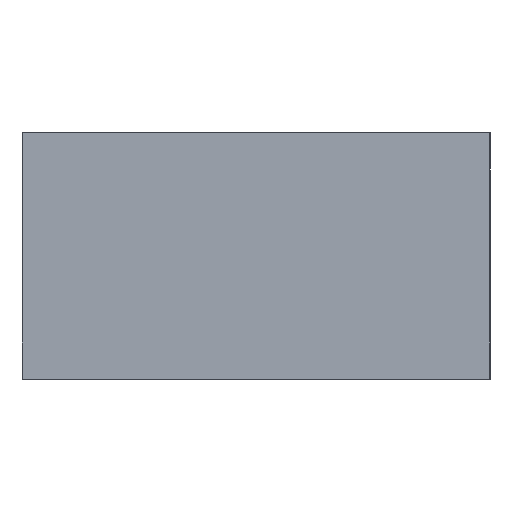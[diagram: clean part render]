
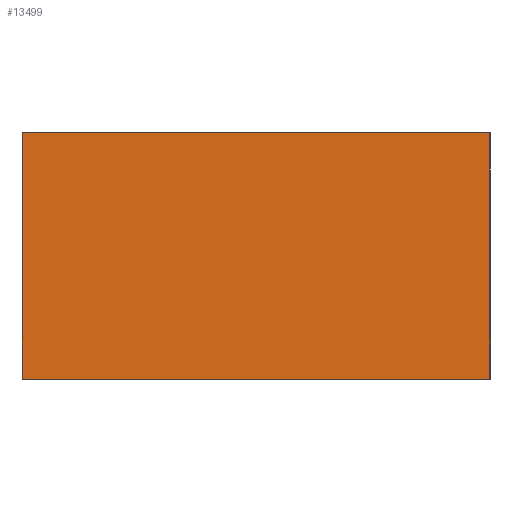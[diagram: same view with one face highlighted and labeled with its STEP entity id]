
A CAD part, top view. The second image highlights one B-rep face of the part: STEP entity #13499.
In plain terms, the highlighted planar face has unit normal (0, 0, 1).
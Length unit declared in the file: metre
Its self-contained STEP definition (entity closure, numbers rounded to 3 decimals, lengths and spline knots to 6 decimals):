
#1075=LINE('',#20167,#2158);
#1079=LINE('',#20175,#2162);
#1082=LINE('',#20181,#2165);
#1083=LINE('',#20182,#2166);
#2158=VECTOR('',#15629,1.);
#2162=VECTOR('',#15637,1.);
#2165=VECTOR('',#15642,1.);
#2166=VECTOR('',#15643,1.);
#2752=PLANE('',#14049);
#4230=ORIENTED_EDGE('',*,*,#6585,.T.);
#4231=ORIENTED_EDGE('',*,*,#6578,.F.);
#4232=ORIENTED_EDGE('',*,*,#6586,.F.);
#4233=ORIENTED_EDGE('',*,*,#6582,.T.);
#6578=EDGE_CURVE('',#7611,#7608,#1075,.T.);
#6582=EDGE_CURVE('',#7614,#7613,#1079,.T.);
#6585=EDGE_CURVE('',#7613,#7608,#1082,.T.);
#6586=EDGE_CURVE('',#7614,#7611,#1083,.T.);
#7608=VERTEX_POINT('',#20161);
#7611=VERTEX_POINT('',#20166);
#7613=VERTEX_POINT('',#20174);
#7614=VERTEX_POINT('',#20176);
#8287=EDGE_LOOP('',(#4230,#4231,#4232,#4233));
#8954=FACE_BOUND('',#8287,.T.);
#13499=ADVANCED_FACE('',(#8954),#2752,.F.);
#14049=AXIS2_PLACEMENT_3D('',#20180,#15640,#15641);
#15629=DIRECTION('',(0.,1.,0.));
#15637=DIRECTION('',(0.,1.,0.));
#15640=DIRECTION('',(0.,0.,-1.));
#15641=DIRECTION('',(-1.,0.,0.));
#15642=DIRECTION('',(-1.,0.,0.));
#15643=DIRECTION('',(-1.,0.,0.));
#20161=CARTESIAN_POINT('',(-0.009,0.00475,-0.004577));
#20166=CARTESIAN_POINT('',(-0.009,-0.00475,-0.004577));
#20167=CARTESIAN_POINT('',(-0.009,-0.00475,-0.004577));
#20174=CARTESIAN_POINT('',(0.009,0.00475,-0.004577));
#20175=CARTESIAN_POINT('',(0.009,-0.00475,-0.004577));
#20176=CARTESIAN_POINT('',(0.009,-0.00475,-0.004577));
#20180=CARTESIAN_POINT('',(0.009,-0.00475,-0.004577));
#20181=CARTESIAN_POINT('',(0.009,0.00475,-0.004577));
#20182=CARTESIAN_POINT('',(0.009,-0.00475,-0.004577));
